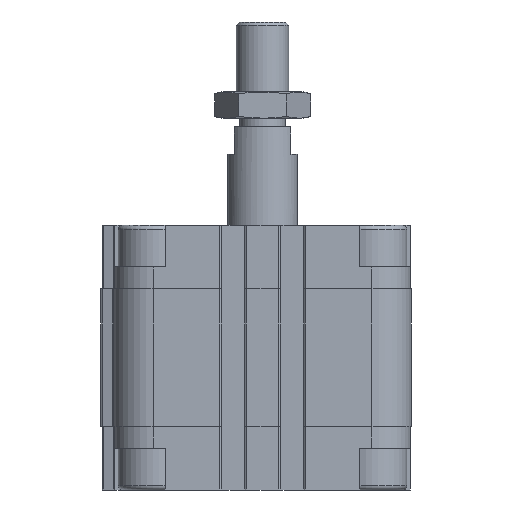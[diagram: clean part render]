
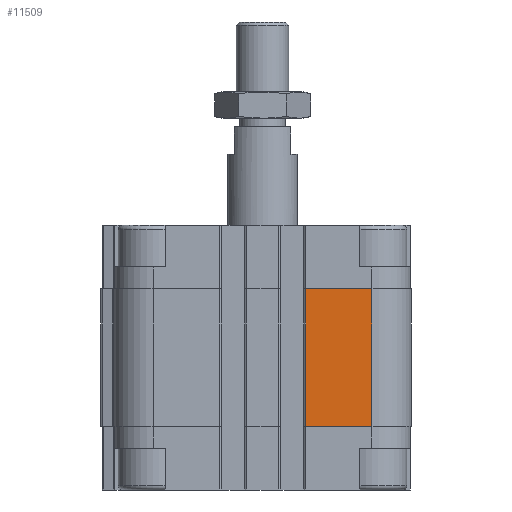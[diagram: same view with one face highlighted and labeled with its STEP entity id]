
A CAD part, left-side view. The second image highlights one B-rep face of the part: STEP entity #11509.
In plain terms, the highlighted face is planar.
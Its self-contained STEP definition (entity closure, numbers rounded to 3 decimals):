
#237=LINE('',#17466,#1297);
#551=LINE('',#18299,#1611);
#577=LINE('',#18392,#1637);
#578=LINE('',#18394,#1638);
#1297=VECTOR('',#13611,1000.);
#1611=VECTOR('',#14401,1000.);
#1637=VECTOR('',#14539,1000.);
#1638=VECTOR('',#14542,1000.);
#2299=PLANE('',#12466);
#4325=ORIENTED_EDGE('',*,*,#7217,.F.);
#4326=ORIENTED_EDGE('',*,*,#7263,.F.);
#4327=ORIENTED_EDGE('',*,*,#6794,.T.);
#4328=ORIENTED_EDGE('',*,*,#7264,.T.);
#6794=EDGE_CURVE('',#8467,#8466,#237,.T.);
#7217=EDGE_CURVE('',#8747,#8748,#551,.T.);
#7263=EDGE_CURVE('',#8467,#8747,#577,.T.);
#7264=EDGE_CURVE('',#8466,#8748,#578,.T.);
#8466=VERTEX_POINT('',#17465);
#8467=VERTEX_POINT('',#17467);
#8747=VERTEX_POINT('',#18298);
#8748=VERTEX_POINT('',#18300);
#9898=EDGE_LOOP('',(#4325,#4326,#4327,#4328));
#10692=FACE_BOUND('',#9898,.T.);
#11509=ADVANCED_FACE('',(#10692),#2299,.T.);
#12466=AXIS2_PLACEMENT_3D('',#18393,#14540,#14541);
#13611=DIRECTION('',(0.,1.,0.));
#14401=DIRECTION('',(0.,1.,0.));
#14539=DIRECTION('',(0.,0.,1.));
#14540=DIRECTION('',(1.,0.,0.));
#14541=DIRECTION('',(0.,0.,-1.));
#14542=DIRECTION('',(0.,0.,1.));
#17465=CARTESIAN_POINT('',(34.,25.,-46.));
#17466=CARTESIAN_POINT('',(34.,9.85,-46.));
#17467=CARTESIAN_POINT('',(34.,9.85,-46.));
#18298=CARTESIAN_POINT('',(34.,9.85,-14.5));
#18299=CARTESIAN_POINT('',(34.,9.85,-14.5));
#18300=CARTESIAN_POINT('',(34.,25.,-14.5));
#18392=CARTESIAN_POINT('',(34.,9.85,-46.));
#18393=CARTESIAN_POINT('',(34.,9.85,-46.));
#18394=CARTESIAN_POINT('',(34.,25.,-46.));
